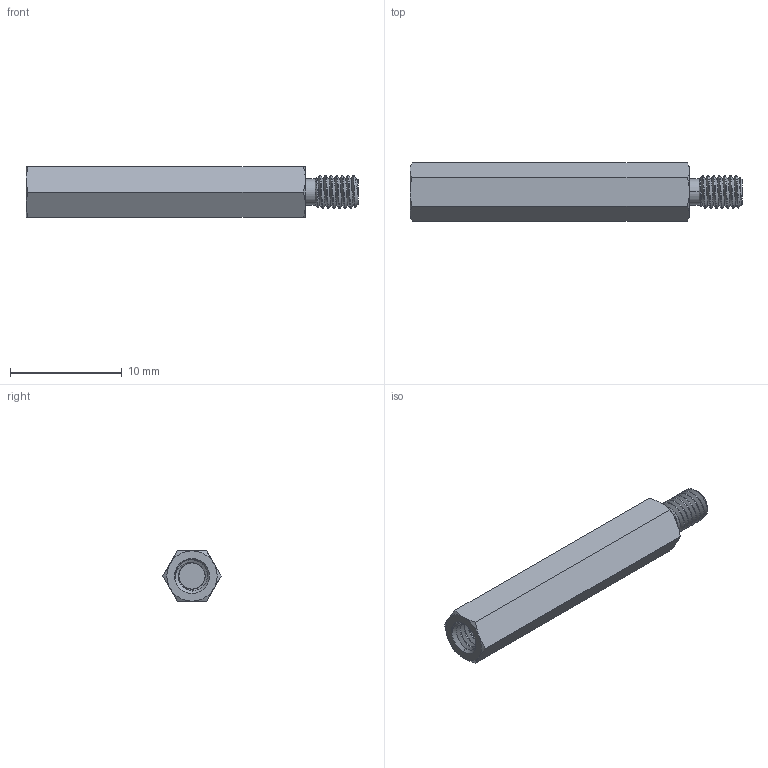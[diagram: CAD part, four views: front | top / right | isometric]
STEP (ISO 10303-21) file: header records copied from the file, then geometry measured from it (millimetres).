
FILE_DESCRIPTION (( 'STEP AP203' ), '1' );
FILE_NAME ('95783A069_Nylon 6 6 Male-Female Threaded Hex Standoff.STEP', '2021-07-10T01:26:51', ( 'Administrator' ), ( 'Managed by Terraform' ), 'SwSTEP 2.0', 'SolidWorks 2017', '' );
FILE_SCHEMA (( 'CONFIG_CONTROL_DESIGN' ));
Length unit declared in the file: millimetre
Products named in the file (1): 95783A069_Nylon 6 6 Male-Female Threaded Hex Standoff
Bounding box: 29.7 x 5.2 x 4.5 mm (x, y, z)
Volume: 427.3 mm3; surface area: 576.6 mm2
Topology: 1 solids, 1 shells, 79 faces, 209 edges, 134 vertices
Faces by surface type: cylinder 43, cone 19, plane 11, bspline 6
Entity records: 5176 total; most frequent: CARTESIAN_POINT 3489, ORIENTED_EDGE 418, DIRECTION 254, EDGE_CURVE 209, VERTEX_POINT 134, AXIS2_PLACEMENT_3D 100, EDGE_LOOP 81, FACE_OUTER_BOUND 79
